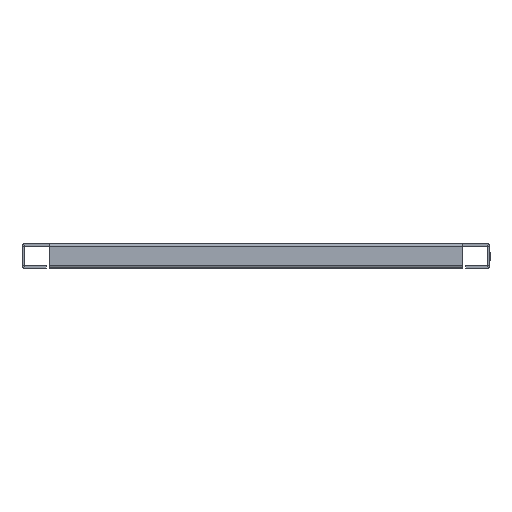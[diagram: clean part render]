
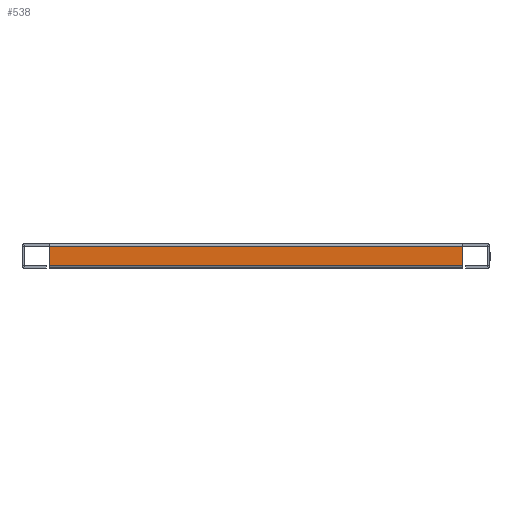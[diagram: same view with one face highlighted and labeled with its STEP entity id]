
A CAD part, front view. The second image highlights one B-rep face of the part: STEP entity #538.
In plain terms, the highlighted planar face has unit normal (0, -1, 0).
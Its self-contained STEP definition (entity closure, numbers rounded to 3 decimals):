
#38 = VECTOR ( 'NONE', #3209, 1000. ) ;
#39 = LINE ( 'NONE', #3210, #38 ) ;
#49 = VECTOR ( 'NONE', #3758, 1000. ) ;
#57 = LINE ( 'NONE', #3791, #49 ) ;
#238 = ORIENTED_EDGE ( 'NONE', *, *, #2252, .T. ) ;
#239 = ORIENTED_EDGE ( 'NONE', *, *, #2707, .T. ) ;
#240 = ORIENTED_EDGE ( 'NONE', *, *, #2254, .F. ) ;
#241 = ORIENTED_EDGE ( 'NONE', *, *, #3206, .T. ) ;
#326 = EDGE_LOOP ( 'NONE', ( #238, #239, #240, #241 ) ) ;
#538 = ADVANCED_FACE ( 'NONE', ( #4816 ), #4930, .F. ) ;
#1960 = AXIS2_PLACEMENT_3D ( 'NONE', #4907, #4901, #4900 ) ;
#2252 = EDGE_CURVE ( 'NONE', #3492, #3502, #2327, .T. ) ;
#2254 = EDGE_CURVE ( 'NONE', #3485, #2770, #2356, .T. ) ;
#2327 = LINE ( 'NONE', #4416, #2357 ) ;
#2356 = LINE ( 'NONE', #4406, #2358 ) ;
#2357 = VECTOR ( 'NONE', #4412, 1000. ) ;
#2358 = VECTOR ( 'NONE', #4407, 1000. ) ;
#2707 = EDGE_CURVE ( 'NONE', #3502, #2770, #57, .T. ) ;
#2770 = VERTEX_POINT ( 'NONE', #3719 ) ;
#3206 = EDGE_CURVE ( 'NONE', #3485, #3492, #39, .T. ) ;
#3209 = DIRECTION ( 'NONE',  ( 0., 0., -1. ) ) ;
#3210 = CARTESIAN_POINT ( 'NONE',  ( -214.5, -397.51, -20. ) ) ;
#3325 = CARTESIAN_POINT ( 'NONE',  ( 214.5, -397.51, -19.99 ) ) ;
#3335 = CARTESIAN_POINT ( 'NONE',  ( -214.5, -397.51, -19.99 ) ) ;
#3342 = CARTESIAN_POINT ( 'NONE',  ( -214.5, -397.51, -0.01 ) ) ;
#3485 = VERTEX_POINT ( 'NONE', #3342 ) ;
#3492 = VERTEX_POINT ( 'NONE', #3335 ) ;
#3502 = VERTEX_POINT ( 'NONE', #3325 ) ;
#3719 = CARTESIAN_POINT ( 'NONE',  ( 214.5, -397.51, -0.01 ) ) ;
#3758 = DIRECTION ( 'NONE',  ( 0., 0., 1. ) ) ;
#3791 = CARTESIAN_POINT ( 'NONE',  ( 214.5, -397.51, -20. ) ) ;
#4406 = CARTESIAN_POINT ( 'NONE',  ( 214.5, -397.51, -0.01 ) ) ;
#4407 = DIRECTION ( 'NONE',  ( 1., 0., 0. ) ) ;
#4412 = DIRECTION ( 'NONE',  ( 1., 0., 0. ) ) ;
#4416 = CARTESIAN_POINT ( 'NONE',  ( -214.5, -397.51, -19.99 ) ) ;
#4816 = FACE_OUTER_BOUND ( 'NONE', #326, .T. ) ;
#4900 = DIRECTION ( 'NONE',  ( 0., 0., 1. ) ) ;
#4901 = DIRECTION ( 'NONE',  ( 0., 1., 0. ) ) ;
#4907 = CARTESIAN_POINT ( 'NONE',  ( 214.5, -397.51, -20. ) ) ;
#4930 = PLANE ( 'NONE',  #1960 ) ;
